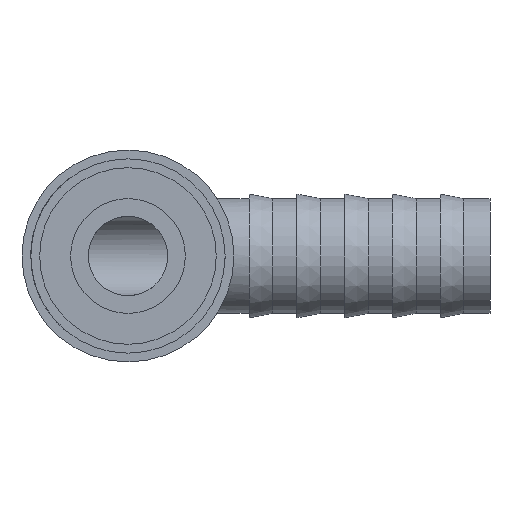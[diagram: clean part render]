
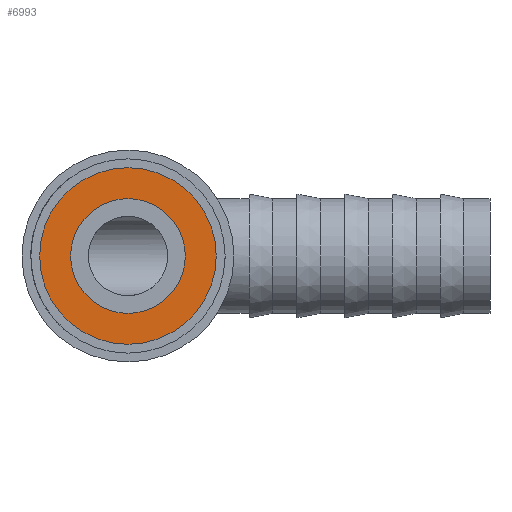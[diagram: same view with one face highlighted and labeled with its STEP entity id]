
A CAD part, left-side view. The second image highlights one B-rep face of the part: STEP entity #6993.
In plain terms, the highlighted planar face has unit normal (-1, 0, 0).
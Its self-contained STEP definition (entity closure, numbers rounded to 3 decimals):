
#98 = ORIENTED_EDGE ( 'NONE', *, *, #8505, .T. ) ;
#170 = CARTESIAN_POINT ( 'NONE',  ( 0., 0., 0. ) ) ;
#261 = DIRECTION ( 'NONE',  ( 1., 0., 0. ) ) ;
#579 = DIRECTION ( 'NONE',  ( 0., 0., 1. ) ) ;
#623 = EDGE_LOOP ( 'NONE', ( #3794, #98 ) ) ;
#857 = ORIENTED_EDGE ( 'NONE', *, *, #5349, .T. ) ;
#1187 = CIRCLE ( 'NONE', #3495, 6.5 ) ;
#1260 = DIRECTION ( 'NONE',  ( -1., 0., 0. ) ) ;
#1594 = EDGE_CURVE ( 'NONE', #5065, #4887, #7717, .T. ) ;
#1637 = CARTESIAN_POINT ( 'NONE',  ( 0., 0., -10. ) ) ;
#1843 = VERTEX_POINT ( 'NONE', #6338 ) ;
#2200 = AXIS2_PLACEMENT_3D ( 'NONE', #170, #261, #7674 ) ;
#2222 = AXIS2_PLACEMENT_3D ( 'NONE', #5664, #7727, #3889 ) ;
#3051 = FACE_OUTER_BOUND ( 'NONE', #3758, .T. ) ;
#3101 = DIRECTION ( 'NONE',  ( 1., 0., 0. ) ) ;
#3495 = AXIS2_PLACEMENT_3D ( 'NONE', #7817, #3101, #8029 ) ;
#3725 = FACE_BOUND ( 'NONE', #623, .T. ) ;
#3758 = EDGE_LOOP ( 'NONE', ( #6395, #857 ) ) ;
#3794 = ORIENTED_EDGE ( 'NONE', *, *, #4416, .T. ) ;
#3889 = DIRECTION ( 'NONE',  ( 0., 0., -1. ) ) ;
#4098 = CIRCLE ( 'NONE', #7242, 10. ) ;
#4228 = CIRCLE ( 'NONE', #2222, 6.5 ) ;
#4416 = EDGE_CURVE ( 'NONE', #5729, #1843, #1187, .T. ) ;
#4887 = VERTEX_POINT ( 'NONE', #1637 ) ;
#5065 = VERTEX_POINT ( 'NONE', #7094 ) ;
#5184 = DIRECTION ( 'NONE',  ( -1., 0., 0. ) ) ;
#5349 = EDGE_CURVE ( 'NONE', #4887, #5065, #4098, .T. ) ;
#5664 = CARTESIAN_POINT ( 'NONE',  ( 0., 0., 0. ) ) ;
#5729 = VERTEX_POINT ( 'NONE', #8546 ) ;
#5793 = PLANE ( 'NONE',  #2200 ) ;
#6338 = CARTESIAN_POINT ( 'NONE',  ( 0., 0., -6.5 ) ) ;
#6395 = ORIENTED_EDGE ( 'NONE', *, *, #1594, .T. ) ;
#6482 = CARTESIAN_POINT ( 'NONE',  ( 0., 0., 0. ) ) ;
#6846 = AXIS2_PLACEMENT_3D ( 'NONE', #6482, #5184, #8681 ) ;
#6993 = ADVANCED_FACE ( 'NONE', ( #3725, #3051 ), #5793, .F. ) ;
#7094 = CARTESIAN_POINT ( 'NONE',  ( 0., 0., 10. ) ) ;
#7242 = AXIS2_PLACEMENT_3D ( 'NONE', #7413, #1260, #579 ) ;
#7413 = CARTESIAN_POINT ( 'NONE',  ( 0., 0., 0. ) ) ;
#7674 = DIRECTION ( 'NONE',  ( 0., 0., -1. ) ) ;
#7717 = CIRCLE ( 'NONE', #6846, 10. ) ;
#7727 = DIRECTION ( 'NONE',  ( 1., 0., 0. ) ) ;
#7817 = CARTESIAN_POINT ( 'NONE',  ( 0., 0., 0. ) ) ;
#8029 = DIRECTION ( 'NONE',  ( 0., 0., -1. ) ) ;
#8505 = EDGE_CURVE ( 'NONE', #1843, #5729, #4228, .T. ) ;
#8546 = CARTESIAN_POINT ( 'NONE',  ( 0., 0., 6.5 ) ) ;
#8681 = DIRECTION ( 'NONE',  ( 0., 0., 1. ) ) ;
